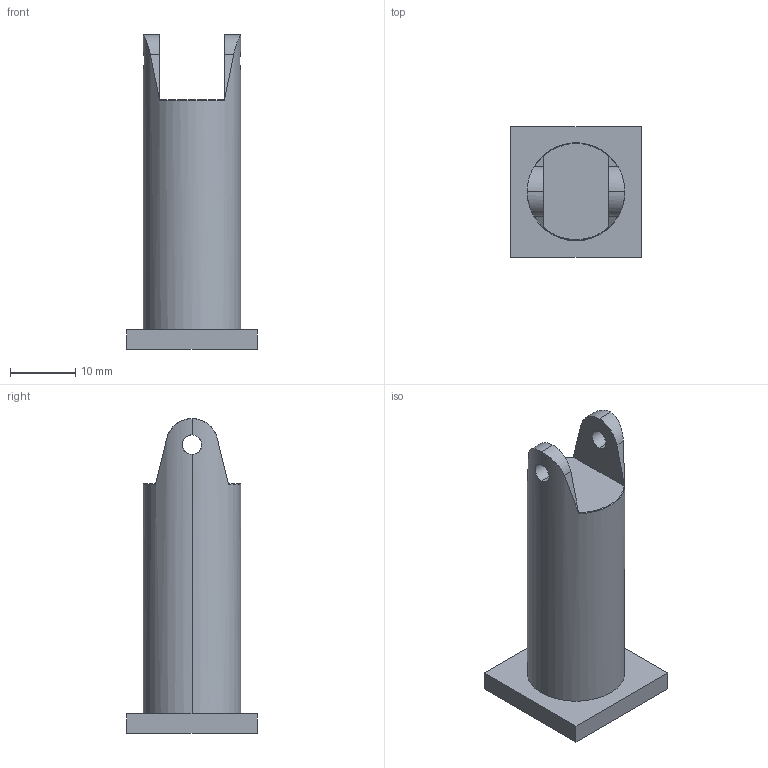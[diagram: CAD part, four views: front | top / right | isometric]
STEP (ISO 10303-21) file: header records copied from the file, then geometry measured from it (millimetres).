
FILE_DESCRIPTION (( 'STEP AP203' ), '1' );
FILE_NAME ('Joint Base_Varsayilan_sldprt.STEP', '2023-08-21T18:00:42', ( '' ), ( '' ), 'SwSTEP 2.0', 'SolidWorks 2023', '' );
FILE_SCHEMA (( 'CONFIG_CONTROL_DESIGN' ));
Length unit declared in the file: millimetre
Products named in the file (1): Joint Base_Varsayilan_sldprt
Bounding box: 20 x 20 x 48.4 mm (x, y, z)
Volume: 7756.6 mm3; surface area: 3098.1 mm2
Topology: 1 solids, 1 shells, 25 faces, 72 edges, 48 vertices
Faces by surface type: plane 13, cylinder 10, torus 2
Entity records: 1099 total; most frequent: CARTESIAN_POINT 388, ORIENTED_EDGE 144, DIRECTION 116, EDGE_CURVE 72, VERTEX_POINT 48, AXIS2_PLACEMENT_3D 40, LINE 36, VECTOR 36
